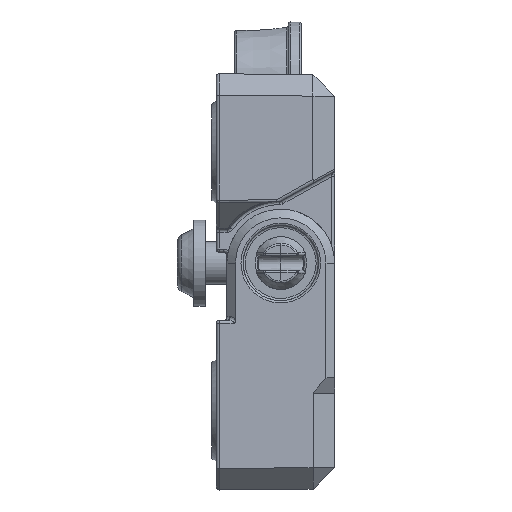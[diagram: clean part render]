
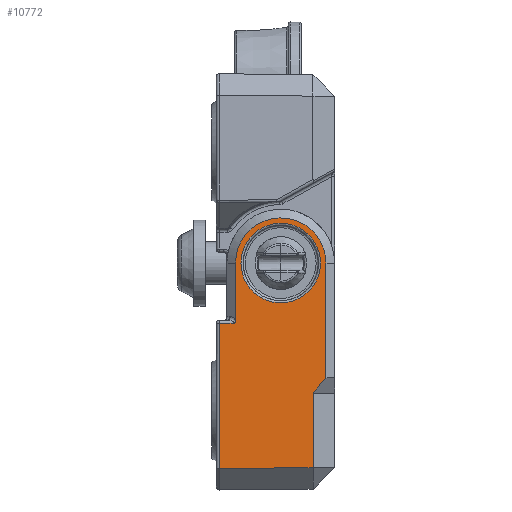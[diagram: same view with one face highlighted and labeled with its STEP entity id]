
A CAD part, left-side view. The second image highlights one B-rep face of the part: STEP entity #10772.
In plain terms, the highlighted face is planar.
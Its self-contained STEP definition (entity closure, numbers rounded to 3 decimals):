
#44=FACE_BOUND('',#1944,.T.);
#172=PLANE('',#11758);
#1250=FACE_OUTER_BOUND('',#1943,.T.);
#1943=EDGE_LOOP('',(#7431,#7432,#7433,#7434,#7435,#7436,#7437,#7438,#7439,
#7440));
#1944=EDGE_LOOP('',(#7441));
#2524=B_SPLINE_CURVE_WITH_KNOTS('',3,(#19061,#19062,#19063,#19064,#19065,
#19066,#19067,#19068,#19069,#19070,#19071,#19072,#19073,#19074,#19075,#19076,
#19077,#19078,#19079,#19080,#19081,#19082),.UNSPECIFIED.,.F.,.F.,(4,2,2,
2,2,2,2,2,2,2,4),(0.,0.087,0.174,0.332,
0.513,0.723,0.88,0.994,
1.085,1.125,1.165),.UNSPECIFIED.);
#2525=B_SPLINE_CURVE_WITH_KNOTS('',3,(#19086,#19087,#19088,#19089,#19090,
#19091,#19092,#19093,#19094,#19095),.UNSPECIFIED.,.F.,.F.,(4,2,2,2,4),(0.,
0.,0.008,0.017,0.033),
 .UNSPECIFIED.);
#2726=ELLIPSE('',#11757,3.698,3.698);
#3101=LINE('',#19049,#3669);
#3102=LINE('',#19051,#3670);
#3103=LINE('',#19053,#3671);
#3104=LINE('',#19055,#3672);
#3105=LINE('',#19057,#3673);
#3106=LINE('',#19059,#3674);
#3107=LINE('',#19084,#3675);
#3108=LINE('',#19096,#3676);
#3669=VECTOR('',#13623,10.);
#3670=VECTOR('',#13624,10.);
#3671=VECTOR('',#13625,10.);
#3672=VECTOR('',#13626,10.);
#3673=VECTOR('',#13627,10.);
#3674=VECTOR('',#13628,10.);
#3675=VECTOR('',#13629,10.);
#3676=VECTOR('',#13630,10.);
#4366=VERTEX_POINT('',#19039);
#4367=VERTEX_POINT('',#19047);
#4368=VERTEX_POINT('',#19048);
#4369=VERTEX_POINT('',#19050);
#4370=VERTEX_POINT('',#19052);
#4371=VERTEX_POINT('',#19054);
#4372=VERTEX_POINT('',#19056);
#4373=VERTEX_POINT('',#19058);
#4374=VERTEX_POINT('',#19060);
#4375=VERTEX_POINT('',#19083);
#4376=VERTEX_POINT('',#19085);
#5466=EDGE_CURVE('',#4366,#4366,#2726,.T.);
#5467=EDGE_CURVE('',#4367,#4368,#3101,.T.);
#5468=EDGE_CURVE('',#4369,#4367,#3102,.T.);
#5469=EDGE_CURVE('',#4370,#4369,#3103,.T.);
#5470=EDGE_CURVE('',#4370,#4371,#3104,.T.);
#5471=EDGE_CURVE('',#4371,#4372,#3105,.T.);
#5472=EDGE_CURVE('',#4373,#4372,#3106,.T.);
#5473=EDGE_CURVE('',#4374,#4373,#2524,.T.);
#5474=EDGE_CURVE('',#4375,#4374,#3107,.T.);
#5475=EDGE_CURVE('',#4376,#4375,#2525,.T.);
#5476=EDGE_CURVE('',#4368,#4376,#3108,.T.);
#7431=ORIENTED_EDGE('',*,*,#5467,.F.);
#7432=ORIENTED_EDGE('',*,*,#5468,.F.);
#7433=ORIENTED_EDGE('',*,*,#5469,.F.);
#7434=ORIENTED_EDGE('',*,*,#5470,.T.);
#7435=ORIENTED_EDGE('',*,*,#5471,.T.);
#7436=ORIENTED_EDGE('',*,*,#5472,.F.);
#7437=ORIENTED_EDGE('',*,*,#5473,.F.);
#7438=ORIENTED_EDGE('',*,*,#5474,.F.);
#7439=ORIENTED_EDGE('',*,*,#5475,.F.);
#7440=ORIENTED_EDGE('',*,*,#5476,.F.);
#7441=ORIENTED_EDGE('',*,*,#5466,.F.);
#10772=ADVANCED_FACE('',(#1250,#44),#172,.T.);
#11757=AXIS2_PLACEMENT_3D('',#19045,#13619,#13620);
#11758=AXIS2_PLACEMENT_3D('',#19046,#13621,#13622);
#13619=DIRECTION('center_axis',(0.,0.009,1.));
#13620=DIRECTION('ref_axis',(0.,-1.,0.009));
#13621=DIRECTION('center_axis',(0.,0.009,1.));
#13622=DIRECTION('ref_axis',(-1.,0.,0.));
#13623=DIRECTION('',(-1.,0.,0.));
#13624=DIRECTION('',(0.009,-1.,0.009));
#13625=DIRECTION('',(0.009,-1.,0.009));
#13626=DIRECTION('',(-1.,0.,0.));
#13627=DIRECTION('',(-0.772,0.636,-0.006));
#13628=DIRECTION('',(1.,0.,0.));
#13629=DIRECTION('',(-1.,0.,0.));
#13630=DIRECTION('',(-0.009,1.,-0.009));
#19039=CARTESIAN_POINT('',(-7.996,-1.301,7.011));
#19045=CARTESIAN_POINT('Origin',(-7.996,-4.999,7.044));
#19046=CARTESIAN_POINT('Origin',(-13.,0.,7.));
#19047=CARTESIAN_POINT('',(11.093,-10.697,7.093));
#19048=CARTESIAN_POINT('',(-2.399,-10.697,7.093));
#19049=CARTESIAN_POINT('',(-6.5,-10.697,7.093));
#19050=CARTESIAN_POINT('',(11.093,-10.696,7.093));
#19051=CARTESIAN_POINT('',(10.999,0.096,6.999));
#19052=CARTESIAN_POINT('',(11.017,-2.,7.017));
#19053=CARTESIAN_POINT('',(10.999,0.096,6.999));
#19054=CARTESIAN_POINT('',(4.096,-2.,7.017));
#19055=CARTESIAN_POINT('',(0.048,-2.,7.017));
#19056=CARTESIAN_POINT('',(2.639,-0.8,7.007));
#19057=CARTESIAN_POINT('',(-2.214,3.198,6.972));
#19058=CARTESIAN_POINT('',(-7.996,-0.8,7.007));
#19059=CARTESIAN_POINT('',(-6.5,-0.8,7.007));
#19060=CARTESIAN_POINT('',(-7.996,-9.2,7.08));
#19061=CARTESIAN_POINT('Ctrl Pts',(-7.996,-9.2,
7.08));
#19062=CARTESIAN_POINT('Ctrl Pts',(-8.285,-9.2,
7.08));
#19063=CARTESIAN_POINT('Ctrl Pts',(-8.574,-9.168,7.08));
#19064=CARTESIAN_POINT('Ctrl Pts',(-9.14,-9.046,
7.079));
#19065=CARTESIAN_POINT('Ctrl Pts',(-9.417,-8.956,7.078));
#19066=CARTESIAN_POINT('Ctrl Pts',(-10.166,-8.626,7.075));
#19067=CARTESIAN_POINT('Ctrl Pts',(-10.613,-8.325,7.073));
#19068=CARTESIAN_POINT('Ctrl Pts',(-11.413,-7.524,7.066));
#19069=CARTESIAN_POINT('Ctrl Pts',(-11.688,-7.057,
7.062));
#19070=CARTESIAN_POINT('Ctrl Pts',(-12.079,-6.104,
7.053));
#19071=CARTESIAN_POINT('Ctrl Pts',(-12.19,-5.55,7.048));
#19072=CARTESIAN_POINT('Ctrl Pts',(-12.197,-4.584,
7.04));
#19073=CARTESIAN_POINT('Ctrl Pts',(-12.142,-4.033,7.035));
#19074=CARTESIAN_POINT('Ctrl Pts',(-11.703,-2.963,
7.026));
#19075=CARTESIAN_POINT('Ctrl Pts',(-11.417,-2.493,
7.022));
#19076=CARTESIAN_POINT('Ctrl Pts',(-10.681,-1.738,
7.015));
#19077=CARTESIAN_POINT('Ctrl Pts',(-10.235,-1.389,
7.012));
#19078=CARTESIAN_POINT('Ctrl Pts',(-9.39,-1.028,
7.009));
#19079=CARTESIAN_POINT('Ctrl Pts',(-9.118,-0.943,
7.008));
#19080=CARTESIAN_POINT('Ctrl Pts',(-8.563,-0.829,
7.007));
#19081=CARTESIAN_POINT('Ctrl Pts',(-8.279,-0.8,
7.007));
#19082=CARTESIAN_POINT('Ctrl Pts',(-7.996,-0.8,
7.007));
#19083=CARTESIAN_POINT('',(-2.724,-9.2,7.08));
#19084=CARTESIAN_POINT('',(-10.498,-9.2,7.08));
#19085=CARTESIAN_POINT('',(-2.411,-9.325,7.081));
#19086=CARTESIAN_POINT('Ctrl Pts',(-2.411,-9.325,7.081));
#19087=CARTESIAN_POINT('Ctrl Pts',(-2.411,-9.325,
7.081));
#19088=CARTESIAN_POINT('Ctrl Pts',(-2.411,-9.324,
7.081));
#19089=CARTESIAN_POINT('Ctrl Pts',(-2.432,-9.304,
7.081));
#19090=CARTESIAN_POINT('Ctrl Pts',(-2.453,-9.286,
7.081));
#19091=CARTESIAN_POINT('Ctrl Pts',(-2.501,-9.255,
7.081));
#19092=CARTESIAN_POINT('Ctrl Pts',(-2.527,-9.242,
7.081));
#19093=CARTESIAN_POINT('Ctrl Pts',(-2.604,-9.212,
7.08));
#19094=CARTESIAN_POINT('Ctrl Pts',(-2.662,-9.2,
7.08));
#19095=CARTESIAN_POINT('Ctrl Pts',(-2.724,-9.2,
7.08));
#19096=CARTESIAN_POINT('',(-2.449,-4.953,7.043));
